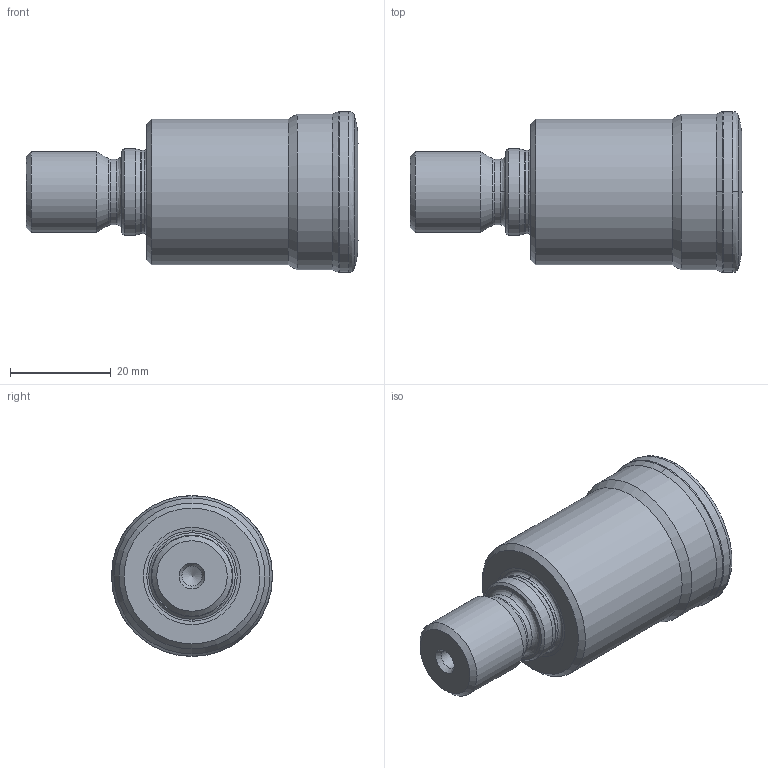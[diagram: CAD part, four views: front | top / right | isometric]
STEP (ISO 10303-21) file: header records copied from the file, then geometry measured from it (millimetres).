
FILE_DESCRIPTION (( 'STEP AP214' ), '1' );
FILE_NAME ('ESF-32-M16-540-3.STEP', '2013-06-12T07:59:26', ( '' ), ( '' ), 'SwSTEP 2.0', 'SolidWorks 2013', '' );
FILE_SCHEMA (( 'AUTOMOTIVE_DESIGN' ));
Length unit declared in the file: millimetre
Products named in the file (1): ESF-32-M16-540-3
Bounding box: 65.98 x 32 x 32 mm (x, y, z)
Volume: 32836.9 mm3; surface area: 7033.4 mm2
Topology: 1 solids, 1 shells, 39 faces, 83 edges, 48 vertices
Faces by surface type: bspline 16, cone 10, cylinder 8, plane 4, torus 1
Full cylindrical faces by diameter (mm): 4 x1, 13 x1, 16 x1, 16.6 x1, 17.2 x1, 29 x1, 31 x1, 32 x1
Entity records: 1132 total; most frequent: CARTESIAN_POINT 440, DIRECTION 134, ORIENTED_EDGE 122, AXIS2_PLACEMENT_3D 67, EDGE_CURVE 61, EDGE_LOOP 60, FACE_OUTER_BOUND 48, VERTEX_POINT 45
